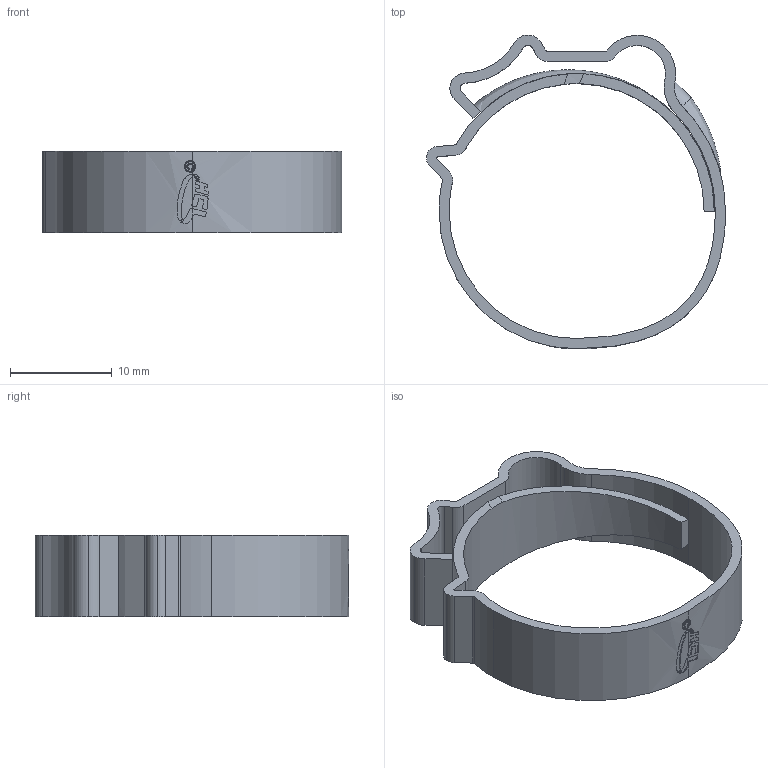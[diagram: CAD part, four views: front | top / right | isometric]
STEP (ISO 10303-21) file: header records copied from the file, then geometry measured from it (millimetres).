
FILE_DESCRIPTION (( 'STEP AP214' ), '1' );
FILE_NAME ('EZY-M-PLUS-23.step', '2025-06-05T12:14:22', ( '' ), ( '' ), 'SwSTEP 2.0', 'SolidWorks 2025', '' );
FILE_SCHEMA (( 'AUTOMOTIVE_DESIGN' ));
Length unit declared in the file: millimetre
Products named in the file (1): EZY-M-PLUS-23
Bounding box: 29.33 x 30.77 x 8 mm (x, y, z)
Volume: 1014.1 mm3; surface area: 2301.2 mm2
Topology: 2 solids, 2 shells, 170 faces, 493 edges, 326 vertices
Faces by surface type: cylinder 85, bspline 64, plane 21
Entity records: 8251 total; most frequent: CARTESIAN_POINT 4337, ORIENTED_EDGE 980, DIRECTION 540, EDGE_CURVE 490, VERTEX_POINT 326, B_SPLINE_CURVE_WITH_KNOTS 225, LINE 192, VECTOR 192
